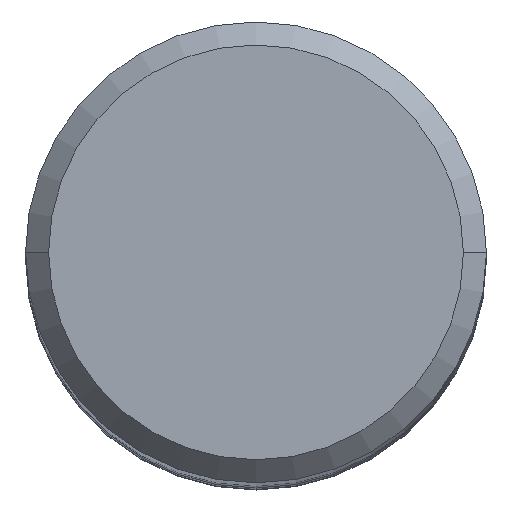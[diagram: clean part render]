
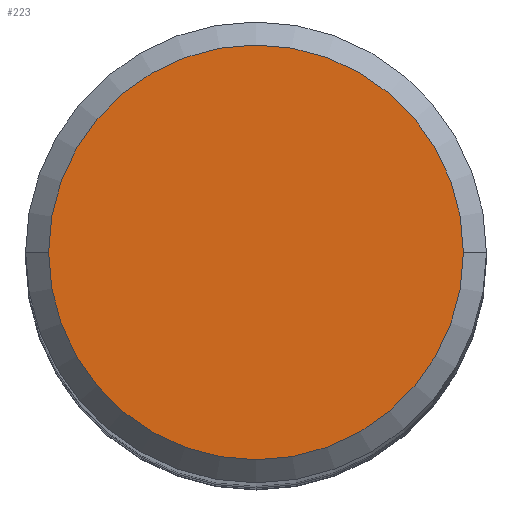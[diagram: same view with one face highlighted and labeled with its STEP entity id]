
A CAD part, top view. The second image highlights one B-rep face of the part: STEP entity #223.
In plain terms, the highlighted planar face has unit normal (0, 0, 1).
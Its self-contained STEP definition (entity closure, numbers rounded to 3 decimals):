
#52=PLANE('',#1858);
#223=ADVANCED_FACE('',(#343),#52,.F.);
#343=FACE_OUTER_BOUND('',#439,.T.);
#439=EDGE_LOOP('',(#830,#831));
#830=ORIENTED_EDGE('',*,*,#1150,.F.);
#831=ORIENTED_EDGE('',*,*,#1152,.F.);
#953=VERTEX_POINT('',#3490);
#954=VERTEX_POINT('',#3492);
#1150=EDGE_CURVE('',#953,#954,#1359,.T.);
#1152=EDGE_CURVE('',#954,#953,#1360,.T.);
#1359=CIRCLE('',#1854,9.);
#1360=CIRCLE('',#1856,9.);
#1854=AXIS2_PLACEMENT_3D('',#3491,#2345,#2346);
#1856=AXIS2_PLACEMENT_3D('',#3495,#2350,#2351);
#1858=AXIS2_PLACEMENT_3D('',#3497,#2354,#2355);
#2345=DIRECTION('',(0.,0.,-1.));
#2346=DIRECTION('',(1.,0.001,0.));
#2350=DIRECTION('',(0.,0.,-1.));
#2351=DIRECTION('',(-1.,-0.001,0.));
#2354=DIRECTION('',(0.,0.,-1.));
#2355=DIRECTION('',(1.,0.001,0.));
#3490=CARTESIAN_POINT('',(9.,0.011,0.));
#3491=CARTESIAN_POINT('',(0.,0.,0.));
#3492=CARTESIAN_POINT('',(-9.,-0.011,0.));
#3495=CARTESIAN_POINT('',(0.,0.,0.));
#3497=CARTESIAN_POINT('',(0.,0.,0.));
